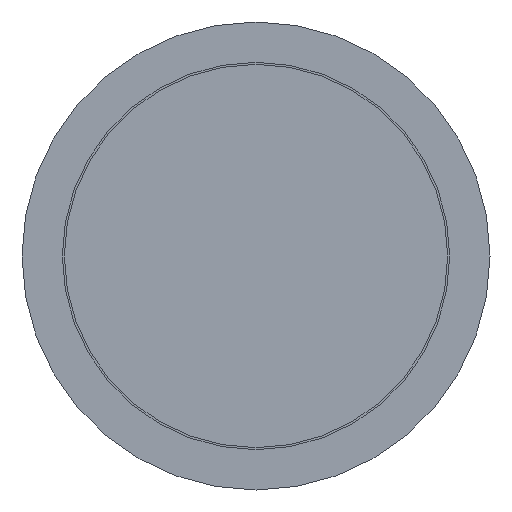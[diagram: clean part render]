
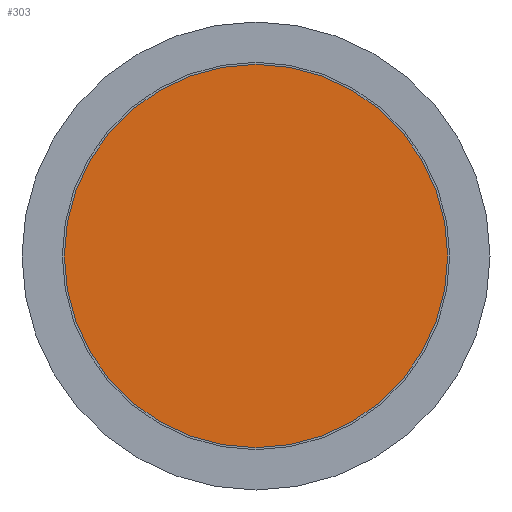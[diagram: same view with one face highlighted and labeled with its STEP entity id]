
A CAD part, front view. The second image highlights one B-rep face of the part: STEP entity #303.
In plain terms, the highlighted planar face has unit normal (0, -1, 0).
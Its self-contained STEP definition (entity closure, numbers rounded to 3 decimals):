
#13 = CIRCLE ( 'NONE', #51, 23.75 ) ;
#35 = DIRECTION ( 'NONE',  ( 0., -1., 0. ) ) ;
#36 = PLANE ( 'NONE',  #423 ) ;
#51 = AXIS2_PLACEMENT_3D ( 'NONE', #410, #35, #539 ) ;
#136 = EDGE_CURVE ( 'NONE', #452, #452, #13, .T. ) ;
#179 = ORIENTED_EDGE ( 'NONE', *, *, #136, .T. ) ;
#257 = DIRECTION ( 'NONE',  ( 0., 1., 0. ) ) ;
#283 = CARTESIAN_POINT ( 'NONE',  ( 0., 0., -23.75 ) ) ;
#300 = FACE_OUTER_BOUND ( 'NONE', #435, .T. ) ;
#303 = ADVANCED_FACE ( 'NONE', ( #300 ), #36, .F. ) ;
#376 = CARTESIAN_POINT ( 'NONE',  ( -23.75, 0., 0. ) ) ;
#410 = CARTESIAN_POINT ( 'NONE',  ( 0., 0., 0. ) ) ;
#423 = AXIS2_PLACEMENT_3D ( 'NONE', #376, #257, #546 ) ;
#435 = EDGE_LOOP ( 'NONE', ( #179 ) ) ;
#452 = VERTEX_POINT ( 'NONE', #283 ) ;
#539 = DIRECTION ( 'NONE',  ( 0., 0., -1. ) ) ;
#546 = DIRECTION ( 'NONE',  ( 0., 0., 1. ) ) ;
